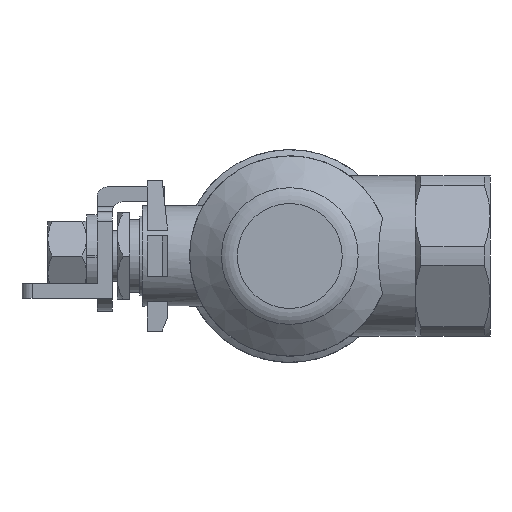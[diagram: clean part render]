
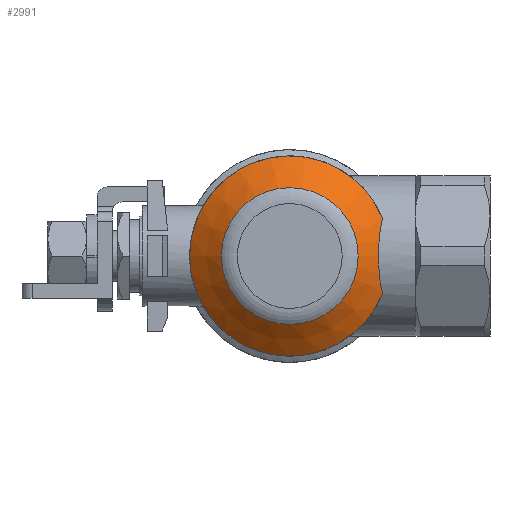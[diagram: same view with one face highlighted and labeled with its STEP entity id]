
A CAD part, left-side view. The second image highlights one B-rep face of the part: STEP entity #2991.
In plain terms, the highlighted conical face has half-angle 50.476 degrees and reference radius 20 mm.
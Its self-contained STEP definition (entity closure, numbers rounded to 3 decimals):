
#47=CONICAL_SURFACE('',#3233,20.,0.881);
#107=B_SPLINE_CURVE_WITH_KNOTS('',3,(#4740,#4741,#4742,#4743,#4744,#4745,
#4746),.UNSPECIFIED.,.F.,.F.,(4,1,1,1,4),(0.,0.004,
0.008,0.012,0.016),
 .UNSPECIFIED.);
#267=CIRCLE('',#3234,20.);
#268=CIRCLE('',#3235,13.663);
#624=ORIENTED_EDGE('',*,*,#1404,.F.);
#625=ORIENTED_EDGE('',*,*,#1405,.F.);
#626=ORIENTED_EDGE('',*,*,#1406,.T.);
#1404=EDGE_CURVE('',#1807,#1808,#267,.T.);
#1405=EDGE_CURVE('',#1808,#1807,#107,.T.);
#1406=EDGE_CURVE('',#1809,#1809,#268,.T.);
#1807=VERTEX_POINT('',#4738);
#1808=VERTEX_POINT('',#4739);
#1809=VERTEX_POINT('',#4748);
#2466=EDGE_LOOP('',(#624,#625));
#2467=EDGE_LOOP('',(#626));
#2689=FACE_BOUND('',#2466,.T.);
#2690=FACE_BOUND('',#2467,.T.);
#2991=ADVANCED_FACE('',(#2689,#2690),#47,.T.);
#3233=AXIS2_PLACEMENT_3D('',#4736,#3727,#3728);
#3234=AXIS2_PLACEMENT_3D('',#4737,#3729,#3730);
#3235=AXIS2_PLACEMENT_3D('',#4747,#3731,#3732);
#3727=DIRECTION('',(1.,0.,0.));
#3728=DIRECTION('',(0.,1.,0.));
#3729=DIRECTION('',(1.,0.,0.));
#3730=DIRECTION('',(0.,1.,0.));
#3731=DIRECTION('',(1.,0.,0.));
#3732=DIRECTION('',(0.,1.,0.));
#4736=CARTESIAN_POINT('',(-14.134,0.,0.));
#4737=CARTESIAN_POINT('',(-14.134,0.,0.));
#4738=CARTESIAN_POINT('',(-14.134,-18.541,-7.499));
#4739=CARTESIAN_POINT('',(-14.134,-18.541,7.499));
#4740=CARTESIAN_POINT('',(-14.134,-18.541,7.499));
#4741=CARTESIAN_POINT('',(-14.734,-18.213,6.368));
#4742=CARTESIAN_POINT('',(-15.668,-17.83,3.962));
#4743=CARTESIAN_POINT('',(-16.163,-17.693,-0.014));
#4744=CARTESIAN_POINT('',(-15.679,-17.826,-3.911));
#4745=CARTESIAN_POINT('',(-14.734,-18.214,-6.368));
#4746=CARTESIAN_POINT('',(-14.134,-18.541,-7.499));
#4747=CARTESIAN_POINT('',(-19.362,0.,0.));
#4748=CARTESIAN_POINT('',(-19.362,13.663,0.));
